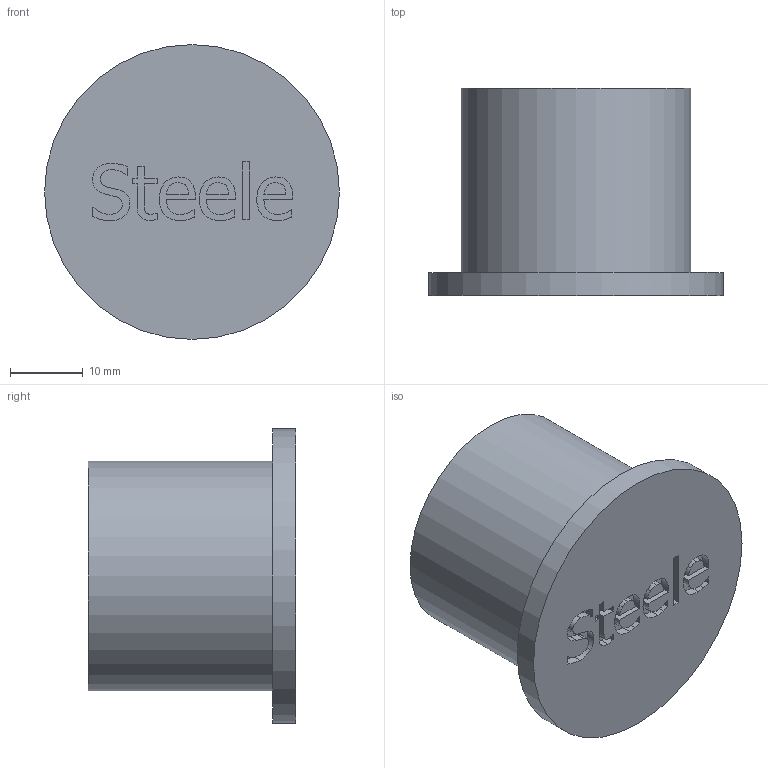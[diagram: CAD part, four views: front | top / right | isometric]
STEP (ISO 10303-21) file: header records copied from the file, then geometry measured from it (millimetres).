
FILE_DESCRIPTION(/* description */ (''),/* implementation_level */ '2;1');
FILE_NAME(/* name */ 'InteriorDustCover.stp',/* time_stamp */ '2022-05-07T17:58:00-07:00',/* author */ ('snobo'),/* organization */ (''),/* preprocessor_version */ 'ST-DEVELOPER v19',/* originating_system */ 'Autodesk Inventor 2023',/* authorisation */ '');
FILE_SCHEMA (('AUTOMOTIVE_DESIGN { 1 0 10303 214 3 1 1 }'));
Length unit declared in the file: inch
Products named in the file (1): InteriorDustCover
Bounding box: 40.64 x 28.57 x 40.64 mm (x, y, z)
Volume: 8558.7 mm3; surface area: 8040.8 mm2
Topology: 1 solids, 1 shells, 194 faces, 519 edges, 346 vertices
Faces by surface type: plane 106, bspline 85, cylinder 3
Full cylindrical faces by diameter (mm): 27.813 x1, 31.623 x1, 40.64 x1
Entity records: 6484 total; most frequent: CARTESIAN_POINT 2165, ORIENTED_EDGE 1038, DIRECTION 575, EDGE_CURVE 519, VERTEX_POINT 346, LINE 343, VECTOR 343, EDGE_LOOP 213
